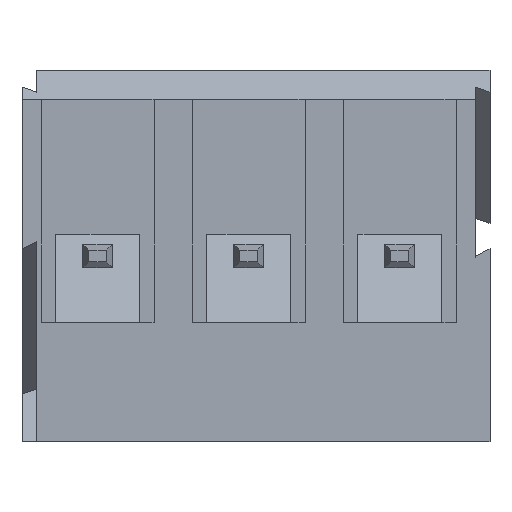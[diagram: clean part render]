
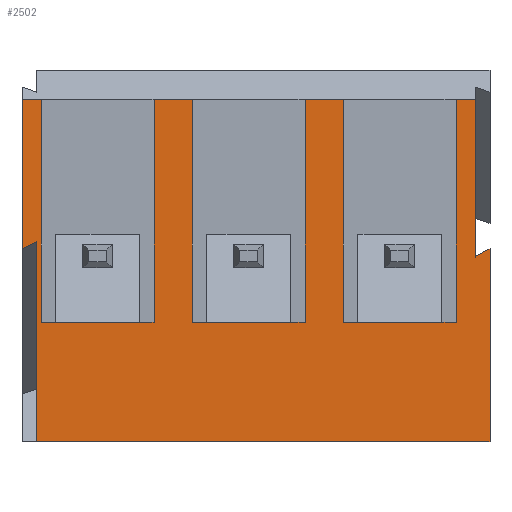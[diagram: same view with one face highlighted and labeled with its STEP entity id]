
A CAD part, front view. The second image highlights one B-rep face of the part: STEP entity #2502.
In plain terms, the highlighted planar face has unit normal (0, -1, 0).
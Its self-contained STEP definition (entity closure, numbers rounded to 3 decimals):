
#172=DIRECTION('',(1.,0.,0.));
#173=VECTOR('',#172,3.8);
#174=CARTESIAN_POINT('',(3.18,-7.5,-7.5));
#175=LINE('',#174,#173);
#179=DIRECTION('',(0.,0.,-1.));
#180=VECTOR('',#179,7.5);
#181=CARTESIAN_POINT('',(6.98,-7.5,0.));
#182=LINE('',#181,#180);
#186=DIRECTION('',(1.,0.,0.));
#187=VECTOR('',#186,0.64);
#188=CARTESIAN_POINT('',(6.98,-7.5,0.));
#189=LINE('',#188,#187);
#193=DIRECTION('',(0.899,0.,0.439));
#194=VECTOR('',#193,0.556);
#195=CARTESIAN_POINT('',(7.62,-7.5,-5.272));
#196=LINE('',#195,#194);
#200=DIRECTION('',(0.,0.,-1.));
#201=VECTOR('',#200,6.492);
#202=CARTESIAN_POINT('',(8.12,-7.5,-5.028));
#203=LINE('',#202,#201);
#207=DIRECTION('',(-1.,0.,0.));
#208=VECTOR('',#207,15.24);
#209=CARTESIAN_POINT('',(8.12,-7.5,-11.52));
#210=LINE('',#209,#208);
#214=DIRECTION('',(0.,0.,-1.));
#215=VECTOR('',#214,6.736);
#216=CARTESIAN_POINT('',(-7.12,-7.5,-4.784));
#217=LINE('',#216,#215);
#221=DIRECTION('',(0.899,0.,0.439));
#222=VECTOR('',#221,0.556);
#223=CARTESIAN_POINT('',(-7.62,-7.5,-5.028));
#224=LINE('',#223,#222);
#228=DIRECTION('',(0.,0.,1.));
#229=VECTOR('',#228,5.028);
#230=CARTESIAN_POINT('',(-7.62,-7.5,-5.028));
#231=LINE('',#230,#229);
#235=DIRECTION('',(1.,0.,0.));
#236=VECTOR('',#235,0.64);
#237=CARTESIAN_POINT('',(-7.62,-7.5,0.));
#238=LINE('',#237,#236);
#242=DIRECTION('',(0.,0.,-1.));
#243=VECTOR('',#242,7.5);
#244=CARTESIAN_POINT('',(-6.98,-7.5,0.));
#245=LINE('',#244,#243);
#249=DIRECTION('',(1.,0.,0.));
#250=VECTOR('',#249,3.8);
#251=CARTESIAN_POINT('',(-6.98,-7.5,-7.5));
#252=LINE('',#251,#250);
#256=DIRECTION('',(0.,0.,-1.));
#257=VECTOR('',#256,7.5);
#258=CARTESIAN_POINT('',(-3.18,-7.5,0.));
#259=LINE('',#258,#257);
#263=DIRECTION('',(1.,0.,0.));
#264=VECTOR('',#263,1.28);
#265=CARTESIAN_POINT('',(-3.18,-7.5,0.));
#266=LINE('',#265,#264);
#270=DIRECTION('',(0.,0.,-1.));
#271=VECTOR('',#270,7.5);
#272=CARTESIAN_POINT('',(-1.9,-7.5,0.));
#273=LINE('',#272,#271);
#277=DIRECTION('',(1.,0.,0.));
#278=VECTOR('',#277,3.8);
#279=CARTESIAN_POINT('',(-1.9,-7.5,-7.5));
#280=LINE('',#279,#278);
#284=DIRECTION('',(0.,0.,-1.));
#285=VECTOR('',#284,7.5);
#286=CARTESIAN_POINT('',(1.9,-7.5,0.));
#287=LINE('',#286,#285);
#291=DIRECTION('',(1.,0.,0.));
#292=VECTOR('',#291,1.28);
#293=CARTESIAN_POINT('',(1.9,-7.5,0.));
#294=LINE('',#293,#292);
#298=DIRECTION('',(0.,0.,-1.));
#299=VECTOR('',#298,7.5);
#300=CARTESIAN_POINT('',(3.18,-7.5,0.));
#301=LINE('',#300,#299);
#1159=DIRECTION('',(0.,0.,-1.));
#1160=VECTOR('',#1159,5.272);
#1161=CARTESIAN_POINT('',(7.62,-7.5,0.));
#1162=LINE('',#1161,#1160);
#2017=CARTESIAN_POINT('',(-7.62,-7.5,0.));
#2019=VERTEX_POINT('',#2017);
#2027=CARTESIAN_POINT('',(7.62,-7.5,0.));
#2029=VERTEX_POINT('',#2027);
#2036=CARTESIAN_POINT('',(-7.12,-7.5,-11.52));
#2038=VERTEX_POINT('',#2036);
#2048=CARTESIAN_POINT('',(8.12,-7.5,-11.52));
#2050=VERTEX_POINT('',#2048);
#2062=CARTESIAN_POINT('',(-7.12,-7.5,-4.784));
#2063=VERTEX_POINT('',#2062);
#2066=CARTESIAN_POINT('',(-7.62,-7.5,-5.028));
#2067=VERTEX_POINT('',#2066);
#2085=CARTESIAN_POINT('',(8.12,-7.5,-5.028));
#2087=VERTEX_POINT('',#2085);
#2090=CARTESIAN_POINT('',(7.62,-7.5,-5.272));
#2091=VERTEX_POINT('',#2090);
#2112=CARTESIAN_POINT('',(-6.98,-7.5,0.));
#2113=VERTEX_POINT('',#2112);
#2114=CARTESIAN_POINT('',(-3.18,-7.5,0.));
#2115=VERTEX_POINT('',#2114);
#2116=CARTESIAN_POINT('',(-6.98,-7.5,-7.5));
#2117=CARTESIAN_POINT('',(-3.18,-7.5,-7.5));
#2118=VERTEX_POINT('',#2116);
#2119=VERTEX_POINT('',#2117);
#2185=CARTESIAN_POINT('',(-1.9,-7.5,-7.5));
#2187=VERTEX_POINT('',#2185);
#2188=CARTESIAN_POINT('',(1.9,-7.5,-7.5));
#2190=VERTEX_POINT('',#2188);
#2252=CARTESIAN_POINT('',(-1.9,-7.5,0.));
#2253=VERTEX_POINT('',#2252);
#2254=CARTESIAN_POINT('',(1.9,-7.5,0.));
#2255=VERTEX_POINT('',#2254);
#2277=CARTESIAN_POINT('',(3.18,-7.5,-7.5));
#2279=VERTEX_POINT('',#2277);
#2280=CARTESIAN_POINT('',(6.98,-7.5,-7.5));
#2282=VERTEX_POINT('',#2280);
#2344=CARTESIAN_POINT('',(3.18,-7.5,0.));
#2345=VERTEX_POINT('',#2344);
#2346=CARTESIAN_POINT('',(6.98,-7.5,0.));
#2347=VERTEX_POINT('',#2346);
#2457=CARTESIAN_POINT('',(-7.62,-7.5,0.));
#2458=DIRECTION('',(0.,-1.,0.));
#2459=DIRECTION('',(0.,0.,-1.));
#2460=AXIS2_PLACEMENT_3D('',#2457,#2458,#2459);
#2461=PLANE('',#2460);
#2463=ORIENTED_EDGE('',*,*,#2462,.T.);
#2465=ORIENTED_EDGE('',*,*,#2464,.F.);
#2467=ORIENTED_EDGE('',*,*,#2466,.T.);
#2469=ORIENTED_EDGE('',*,*,#2468,.T.);
#2471=ORIENTED_EDGE('',*,*,#2470,.T.);
#2473=ORIENTED_EDGE('',*,*,#2472,.T.);
#2475=ORIENTED_EDGE('',*,*,#2474,.T.);
#2476=ORIENTED_EDGE('',*,*,#2432,.F.);
#2478=ORIENTED_EDGE('',*,*,#2477,.F.);
#2479=ORIENTED_EDGE('',*,*,#2381,.T.);
#2481=ORIENTED_EDGE('',*,*,#2480,.T.);
#2483=ORIENTED_EDGE('',*,*,#2482,.T.);
#2485=ORIENTED_EDGE('',*,*,#2484,.T.);
#2487=ORIENTED_EDGE('',*,*,#2486,.F.);
#2489=ORIENTED_EDGE('',*,*,#2488,.T.);
#2491=ORIENTED_EDGE('',*,*,#2490,.T.);
#2493=ORIENTED_EDGE('',*,*,#2492,.T.);
#2495=ORIENTED_EDGE('',*,*,#2494,.F.);
#2497=ORIENTED_EDGE('',*,*,#2496,.T.);
#2499=ORIENTED_EDGE('',*,*,#2498,.T.);
#2500=EDGE_LOOP('',(#2463,#2465,#2467,#2469,#2471,#2473,#2475,#2476,#2478,#2479,
#2481,#2483,#2485,#2487,#2489,#2491,#2493,#2495,#2497,#2499));
#2501=FACE_OUTER_BOUND('',#2500,.F.);
#2502=ADVANCED_FACE('',(#2501),#2461,.T.);
#2381=EDGE_CURVE('',#2067,#2019,#231,.T.);
#2432=EDGE_CURVE('',#2063,#2038,#217,.T.);
#2462=EDGE_CURVE('',#2279,#2282,#175,.T.);
#2464=EDGE_CURVE('',#2347,#2282,#182,.T.);
#2466=EDGE_CURVE('',#2347,#2029,#189,.T.);
#2468=EDGE_CURVE('',#2029,#2091,#1162,.T.);
#2470=EDGE_CURVE('',#2091,#2087,#196,.T.);
#2472=EDGE_CURVE('',#2087,#2050,#203,.T.);
#2474=EDGE_CURVE('',#2050,#2038,#210,.T.);
#2477=EDGE_CURVE('',#2067,#2063,#224,.T.);
#2480=EDGE_CURVE('',#2019,#2113,#238,.T.);
#2482=EDGE_CURVE('',#2113,#2118,#245,.T.);
#2484=EDGE_CURVE('',#2118,#2119,#252,.T.);
#2486=EDGE_CURVE('',#2115,#2119,#259,.T.);
#2488=EDGE_CURVE('',#2115,#2253,#266,.T.);
#2490=EDGE_CURVE('',#2253,#2187,#273,.T.);
#2492=EDGE_CURVE('',#2187,#2190,#280,.T.);
#2494=EDGE_CURVE('',#2255,#2190,#287,.T.);
#2496=EDGE_CURVE('',#2255,#2345,#294,.T.);
#2498=EDGE_CURVE('',#2345,#2279,#301,.T.);
